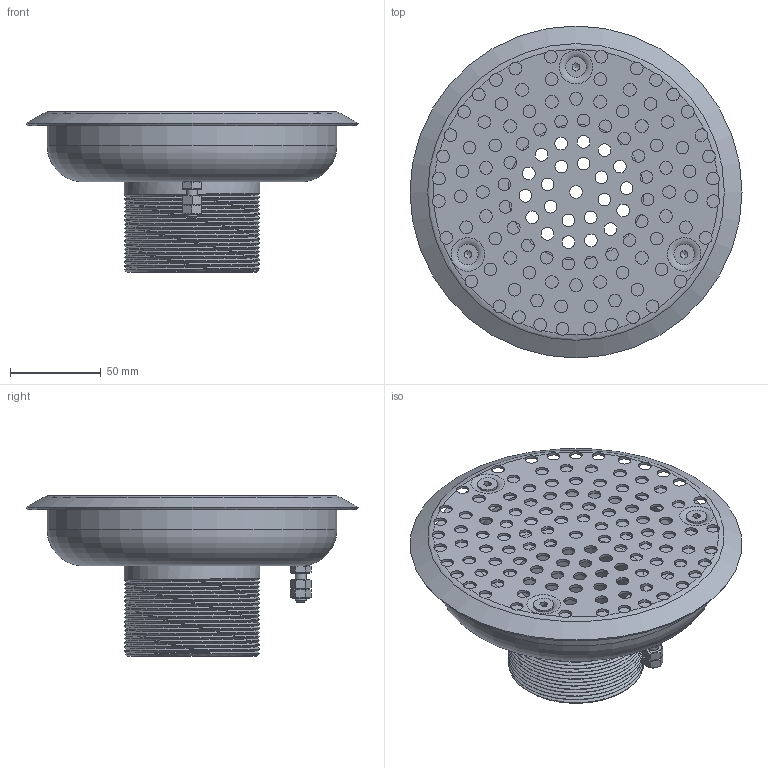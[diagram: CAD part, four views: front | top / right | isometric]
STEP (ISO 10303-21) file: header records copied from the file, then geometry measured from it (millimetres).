
FILE_DESCRIPTION(('STEP AP242'), '1');
FILE_NAME('Ð05-08 Âîäîçàáîð ñåò÷àòûé ô160 ñåò÷àòûé 2.5 ÂÐ +10', '2025-03-18T08:51:38', ('Runwill'), (''), 'C3D Converter', 'C3D Toolkit', '');
FILE_SCHEMA(('AP242_MANAGED_MODEL_BASED_3D_ENGINEERING_MIM_LF { 1 0 10303 442 1 1 4 }'));
Length unit declared in the file: millimetre
Assembly tree (12 placements, depth 4):
  (unnamed)
    (unnamed)
      (unnamed)
      (unnamed)
      (unnamed)
      (unnamed)
        (unnamed)
        (unnamed)  x2
    (unnamed)
    (unnamed)
    (unnamed)
    (unnamed)
Bounding box: 183.4 x 183.4 x 88.8 mm (x, y, z)
Volume: 145485.1 mm3; surface area: 159828.4 mm2
Topology: 11 solids, 11 shells, 293 faces, 918 edges, 595 vertices
Faces by surface type: cylinder 162, plane 75, cone 37, torus 17, bspline 2
Full cylindrical faces by diameter (mm): 4.917 x5, 6 x4, 7 x121, 7.5 x3, 10 x4, 11.34 x3, 67 x1, 75 x2, 116 x1, 157.6 x1, 160 x1
Entity records: 22271 total; most frequent: CARTESIAN_POINT 13936, DIRECTION 1581, ORIENTED_EDGE 1394, AXIS2_PLACEMENT_3D 750, EDGE_CURVE 697, EDGE_LOOP 668, VERTEX_POINT 569, CIRCLE 460
